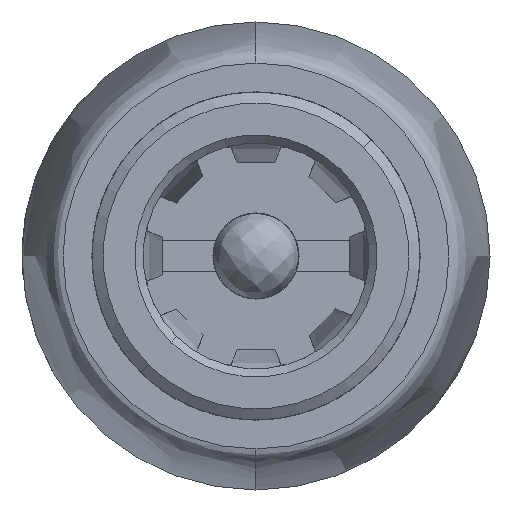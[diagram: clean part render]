
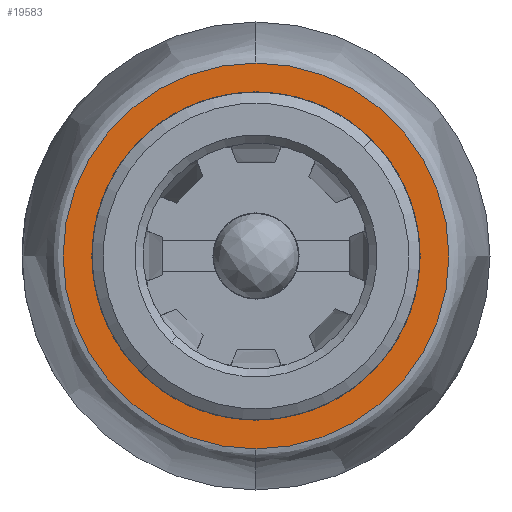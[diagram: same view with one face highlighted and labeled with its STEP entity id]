
A CAD part, left-side view. The second image highlights one B-rep face of the part: STEP entity #19583.
In plain terms, the highlighted face is planar.
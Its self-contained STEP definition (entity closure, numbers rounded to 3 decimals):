
#165 = CARTESIAN_POINT ( 'NONE',  ( 10., 0., 0. ) ) ;
#441 = DIRECTION ( 'NONE',  ( 1., 0., 0. ) ) ;
#634 = CARTESIAN_POINT ( 'NONE',  ( 10., 0., -4. ) ) ;
#4111 = AXIS2_PLACEMENT_3D ( 'NONE', #26091, #13089, #15588 ) ;
#4496 = EDGE_CURVE ( 'NONE', #23948, #17342, #26500, .T. ) ;
#5240 = DIRECTION ( 'NONE',  ( 1., 0., 0. ) ) ;
#5353 = EDGE_CURVE ( 'NONE', #22199, #29581, #10129, .T. ) ;
#5921 = CARTESIAN_POINT ( 'NONE',  ( 10., 0., 0. ) ) ;
#7928 = AXIS2_PLACEMENT_3D ( 'NONE', #5921, #24061, #23842 ) ;
#8721 = AXIS2_PLACEMENT_3D ( 'NONE', #15620, #441, #10584 ) ;
#9308 = EDGE_LOOP ( 'NONE', ( #15830, #33131 ) ) ;
#10129 = CIRCLE ( 'NONE', #27768, 4.7 ) ;
#10584 = DIRECTION ( 'NONE',  ( 0., 0., -1. ) ) ;
#10664 = CIRCLE ( 'NONE', #4111, 4.7 ) ;
#12712 = DIRECTION ( 'NONE',  ( -1., 0., 0. ) ) ;
#13089 = DIRECTION ( 'NONE',  ( -1., 0., 0. ) ) ;
#13898 = ORIENTED_EDGE ( 'NONE', *, *, #18737, .F. ) ;
#15588 = DIRECTION ( 'NONE',  ( 0., 0., 1. ) ) ;
#15620 = CARTESIAN_POINT ( 'NONE',  ( 10., 0., 0. ) ) ;
#15830 = ORIENTED_EDGE ( 'NONE', *, *, #5353, .F. ) ;
#16131 = FACE_OUTER_BOUND ( 'NONE', #9308, .T. ) ;
#17342 = VERTEX_POINT ( 'NONE', #29516 ) ;
#18069 = DIRECTION ( 'NONE',  ( 0., 0., 1. ) ) ;
#18737 = EDGE_CURVE ( 'NONE', #17342, #23948, #29641, .T. ) ;
#19583 = ADVANCED_FACE ( 'NONE', ( #32083, #16131 ), #29328, .F. ) ;
#21385 = CARTESIAN_POINT ( 'NONE',  ( 10., 4.7, 0. ) ) ;
#22199 = VERTEX_POINT ( 'NONE', #21385 ) ;
#23312 = CARTESIAN_POINT ( 'NONE',  ( 10., -4.7, 0. ) ) ;
#23504 = DIRECTION ( 'NONE',  ( 0., 0., -1. ) ) ;
#23606 = CARTESIAN_POINT ( 'NONE',  ( 10., 0., 0. ) ) ;
#23842 = DIRECTION ( 'NONE',  ( 0., 0., 1. ) ) ;
#23948 = VERTEX_POINT ( 'NONE', #634 ) ;
#24061 = DIRECTION ( 'NONE',  ( -1., 0., 0. ) ) ;
#26091 = CARTESIAN_POINT ( 'NONE',  ( 10., 0., 0. ) ) ;
#26500 = CIRCLE ( 'NONE', #8721, 4. ) ;
#27768 = AXIS2_PLACEMENT_3D ( 'NONE', #165, #12712, #18069 ) ;
#28141 = EDGE_CURVE ( 'NONE', #29581, #22199, #10664, .T. ) ;
#29328 = PLANE ( 'NONE',  #7928 ) ;
#29516 = CARTESIAN_POINT ( 'NONE',  ( 10., 0., 4. ) ) ;
#29581 = VERTEX_POINT ( 'NONE', #23312 ) ;
#29641 = CIRCLE ( 'NONE', #31545, 4. ) ;
#30859 = EDGE_LOOP ( 'NONE', ( #32618, #13898 ) ) ;
#31545 = AXIS2_PLACEMENT_3D ( 'NONE', #23606, #5240, #23504 ) ;
#32083 = FACE_BOUND ( 'NONE', #30859, .T. ) ;
#32618 = ORIENTED_EDGE ( 'NONE', *, *, #4496, .F. ) ;
#33131 = ORIENTED_EDGE ( 'NONE', *, *, #28141, .F. ) ;
